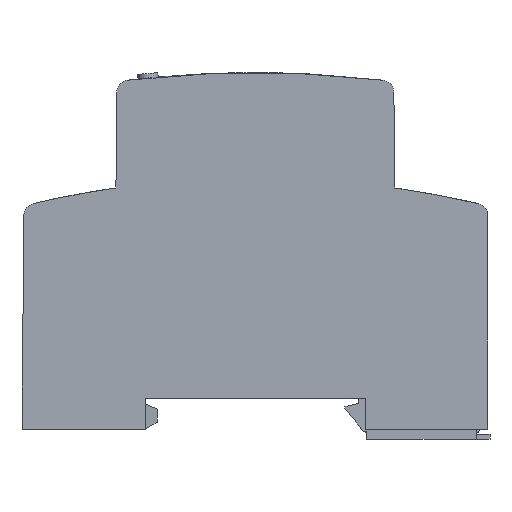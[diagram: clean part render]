
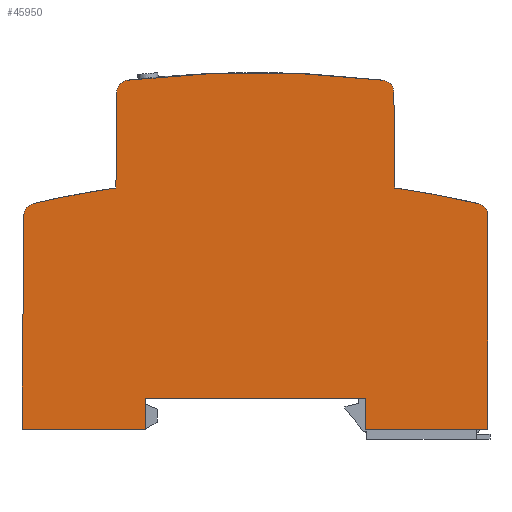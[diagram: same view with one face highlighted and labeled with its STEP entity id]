
A CAD part, left-side view. The second image highlights one B-rep face of the part: STEP entity #45950.
In plain terms, the highlighted face is planar.
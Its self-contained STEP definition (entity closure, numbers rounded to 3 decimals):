
#4740=CARTESIAN_POINT('',(46.992,70.373,-20.25));
#4750=VERTEX_POINT('',#4740);
#4780=CARTESIAN_POINT('',(48.992,70.355,-20.25));
#4790=DIRECTION('',(0.,0.,1.));
#4800=DIRECTION('',(1.,0.,0.));
#4810=AXIS2_PLACEMENT_3D('',#4780,#4790,#4800);
#4820=CIRCLE('',#4810,2.);
#4830=CARTESIAN_POINT('',(48.757,72.341,-20.25));
#4840=VERTEX_POINT('',#4830);
#4850=EDGE_CURVE('',#4840,#4750,#4820,.T.);
#6090=CARTESIAN_POINT('',(106.975,16.056,-20.25));
#6100=VERTEX_POINT('',#6090);
#6150=CARTESIAN_POINT('',(45.021,16.056,-20.25));
#6160=DIRECTION('',(1.,0.,0.));
#6170=VECTOR('',#6160,1.);
#6180=LINE('',#6150,#6170);
#6190=CARTESIAN_POINT('',(87.091,16.056,-20.25));
#6200=VERTEX_POINT('',#6190);
#6210=EDGE_CURVE('',#6200,#6100,#6180,.T.);
#10350=CARTESIAN_POINT('',(69.341,-101.444,-20.25));
#10360=DIRECTION('',(0.,0.,-1.));
#10370=DIRECTION('',(-1.,0.,0.));
#10380=AXIS2_PLACEMENT_3D('',#10350,#10360,#10370);
#10390=CIRCLE('',#10380,175.);
#10400=CARTESIAN_POINT('',(89.926,72.341,-20.25));
#10410=VERTEX_POINT('',#10400);
#10420=EDGE_CURVE('',#4840,#10410,#10390,.T.);
#26250=CARTESIAN_POINT('',(91.825,54.948,-20.25));
#26260=VERTEX_POINT('',#26250);
#26290=CARTESIAN_POINT('',(69.341,-101.444,-20.25));
#26300=DIRECTION('',(0.,0.,-1.));
#26310=DIRECTION('',(-1.,0.,0.));
#26320=AXIS2_PLACEMENT_3D('',#26290,#26300,#26310);
#26330=CIRCLE('',#26320,158.);
#26340=CARTESIAN_POINT('',(105.127,52.45,-20.25));
#26350=VERTEX_POINT('',#26340);
#26360=EDGE_CURVE('',#26260,#26350,#26330,.T.);
#29170=CARTESIAN_POINT('',(91.69,70.373,-20.25));
#29180=VERTEX_POINT('',#29170);
#29210=CARTESIAN_POINT('',(91.822,55.264,-20.25));
#29220=DIRECTION('',(-0.009,1.,
0.));
#29230=VECTOR('',#29220,1.);
#29240=LINE('',#29210,#29230);
#29250=EDGE_CURVE('',#26260,#29180,#29240,.T.);
#29690=CARTESIAN_POINT('',(45.021,21.056,-20.25));
#29700=DIRECTION('',(1.,0.,0.));
#29710=VECTOR('',#29700,1.);
#29720=LINE('',#29690,#29710);
#29730=CARTESIAN_POINT('',(51.591,21.056,-20.25));
#29740=VERTEX_POINT('',#29730);
#29750=CARTESIAN_POINT('',(87.091,21.056,-20.25));
#29760=VERTEX_POINT('',#29750);
#29770=EDGE_CURVE('',#29740,#29760,#29720,.T.);
#31910=CARTESIAN_POINT('',(87.091,55.264,-20.25));
#31920=DIRECTION('',(0.,-1.,0.));
#31930=VECTOR('',#31920,1.);
#31940=LINE('',#31910,#31930);
#31950=EDGE_CURVE('',#29760,#6200,#31940,.T.);
#33350=CARTESIAN_POINT('',(46.858,54.948,-20.25));
#33360=VERTEX_POINT('',#33350);
#33390=CARTESIAN_POINT('',(46.861,55.264,-20.25));
#33400=DIRECTION('',(-0.009,-1.,
0.));
#33410=VECTOR('',#33400,1.);
#33420=LINE('',#33390,#33410);
#33430=EDGE_CURVE('',#4750,#33360,#33420,.T.);
#36410=CARTESIAN_POINT('',(89.69,70.355,-20.25));
#36420=DIRECTION('',(0.,0.,1.));
#36430=DIRECTION('',(1.,0.,0.));
#36440=AXIS2_PLACEMENT_3D('',#36410,#36420,#36430);
#36450=CIRCLE('',#36440,2.);
#36460=EDGE_CURVE('',#29180,#10410,#36450,.T.);
#45240=CARTESIAN_POINT('',(69.341,23.506,-20.25));
#45250=DIRECTION('',(0.,0.,-1.));
#45260=DIRECTION('',(-1.,0.,0.));
#45270=AXIS2_PLACEMENT_3D('',#45240,#45250,#45260);
#45280=PLANE('',#45270);
#45290=CARTESIAN_POINT('',(69.341,-101.444,-20.25));
#45300=DIRECTION('',(0.,0.,-1.));
#45310=DIRECTION('',(-1.,0.,0.));
#45320=AXIS2_PLACEMENT_3D('',#45290,#45300,#45310);
#45330=CIRCLE('',#45320,158.);
#45340=CARTESIAN_POINT('',(33.386,52.411,
-20.25));
#45350=VERTEX_POINT('',#45340);
#45360=EDGE_CURVE('',#45350,#33360,#45330,.T.);
#45370=ORIENTED_EDGE('',*,*,#45360,.T.);
#45380=CARTESIAN_POINT('',(33.841,50.463,
-20.25));
#45390=DIRECTION('',(0.,0.,-1.));
#45400=DIRECTION('',(-1.,0.,0.));
#45410=AXIS2_PLACEMENT_3D('',#45380,#45390,#45400);
#45420=CIRCLE('',#45410,2.);
#45430=CARTESIAN_POINT('',(31.841,50.463,
-20.25));
#45440=VERTEX_POINT('',#45430);
#45450=EDGE_CURVE('',#45440,#45350,#45420,.T.);
#45460=ORIENTED_EDGE('',*,*,#45450,.T.);
#45470=CARTESIAN_POINT('',(31.841,55.264,
-20.25));
#45480=DIRECTION('',(0.,1.,0.));
#45490=VECTOR('',#45480,1.);
#45500=LINE('',#45470,#45490);
#45510=CARTESIAN_POINT('',(31.841,16.056,-20.25));
#45520=VERTEX_POINT('',#45510);
#45530=EDGE_CURVE('',#45520,#45440,#45500,.T.);
#45540=ORIENTED_EDGE('',*,*,#45530,.T.);
#45550=CARTESIAN_POINT('',(45.021,16.056,-20.25));
#45560=DIRECTION('',(1.,0.,0.));
#45570=VECTOR('',#45560,1.);
#45580=LINE('',#45550,#45570);
#45590=CARTESIAN_POINT('',(51.591,16.056,-20.25));
#45600=VERTEX_POINT('',#45590);
#45610=EDGE_CURVE('',#45520,#45600,#45580,.T.);
#45620=ORIENTED_EDGE('',*,*,#45610,.F.);
#45630=CARTESIAN_POINT('',(51.591,55.264,-20.25));
#45640=DIRECTION('',(0.,-1.,0.));
#45650=VECTOR('',#45640,1.);
#45660=LINE('',#45630,#45650);
#45670=EDGE_CURVE('',#29740,#45600,#45660,.T.);
#45680=ORIENTED_EDGE('',*,*,#45670,.T.);
#45690=ORIENTED_EDGE('',*,*,#29770,.F.);
#45700=ORIENTED_EDGE('',*,*,#31950,.F.);
#45710=ORIENTED_EDGE('',*,*,#6210,.F.);
#45720=CARTESIAN_POINT('',(106.633,55.264,-20.25));
#45730=DIRECTION('',(0.009,-1.,
0.));
#45740=VECTOR('',#45730,1.);
#45750=LINE('',#45720,#45740);
#45760=CARTESIAN_POINT('',(106.674,50.52,-20.25));
#45770=VERTEX_POINT('',#45760);
#45780=EDGE_CURVE('',#45770,#6100,#45750,.T.);
#45790=ORIENTED_EDGE('',*,*,#45780,.T.);
#45800=CARTESIAN_POINT('',(104.674,50.502,-20.25));
#45810=DIRECTION('',(0.,0.,-1.));
#45820=DIRECTION('',(-1.,0.,0.));
#45830=AXIS2_PLACEMENT_3D('',#45800,#45810,#45820);
#45840=CIRCLE('',#45830,2.);
#45850=EDGE_CURVE('',#26350,#45770,#45840,.T.);
#45860=ORIENTED_EDGE('',*,*,#45850,.T.);
#45870=ORIENTED_EDGE('',*,*,#26360,.T.);
#45880=ORIENTED_EDGE('',*,*,#29250,.F.);
#45890=ORIENTED_EDGE('',*,*,#36460,.F.);
#45900=ORIENTED_EDGE('',*,*,#10420,.T.);
#45910=ORIENTED_EDGE('',*,*,#4850,.F.);
#45920=ORIENTED_EDGE('',*,*,#33430,.F.);
#45930=EDGE_LOOP('',(#45920,#45910,#45900,#45890,#45880,#45870,#45860,
#45790,#45710,#45700,#45690,#45680,#45620,#45540,#45460,#45370));
#45940=FACE_OUTER_BOUND('',#45930,.T.);
#45950=ADVANCED_FACE('',(#45940),#45280,.T.);
